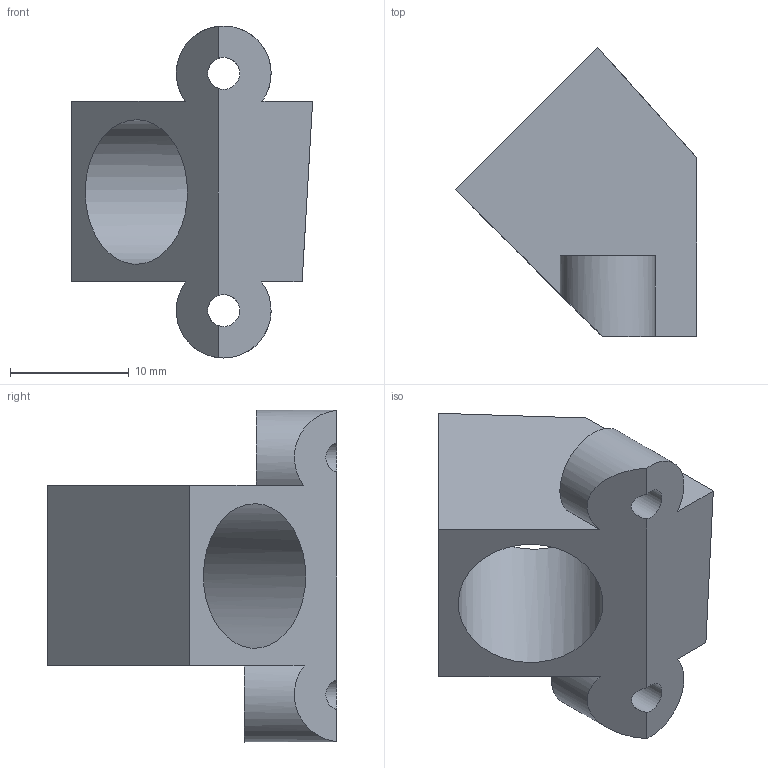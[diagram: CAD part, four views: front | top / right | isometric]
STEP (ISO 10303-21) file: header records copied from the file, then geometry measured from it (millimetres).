
FILE_DESCRIPTION(/* description */ ('Unknown'),/* implementation_level */ '2;1');
FILE_NAME(/* name */ 'lazer_holder_01',/* time_stamp */ '2023-04-19T16:32:10+01:00',/* author */ ('Unknown'),/* organization */ ('Unknown'),/* preprocessor_version */ 'ST-DEVELOPER v18.102',/* originating_system */ 'Solid Edge',/* authorisation */ 'Unknown');
FILE_SCHEMA (('AUTOMOTIVE_DESIGN {1 0 10303 214 3 1 1}'));
Length unit declared in the file: millimetre
Products named in the file (1): lazer_holder_01
Bounding box: 20.34 x 24.4 x 28 mm (x, y, z)
Volume: 3158.9 mm3; surface area: 2454.4 mm2
Topology: 1 solids, 1 shells, 14 faces, 45 edges, 30 vertices
Faces by surface type: plane 9, cylinder 5
Full cylindrical faces by diameter (mm): 2.7 x2, 12.2 x1
Entity records: 504 total; most frequent: DIRECTION 84, CARTESIAN_POINT 81, ORIENTED_EDGE 78, EDGE_CURVE 39, AXIS2_PLACEMENT_3D 30, VERTEX_POINT 27, LINE 24, VECTOR 24
